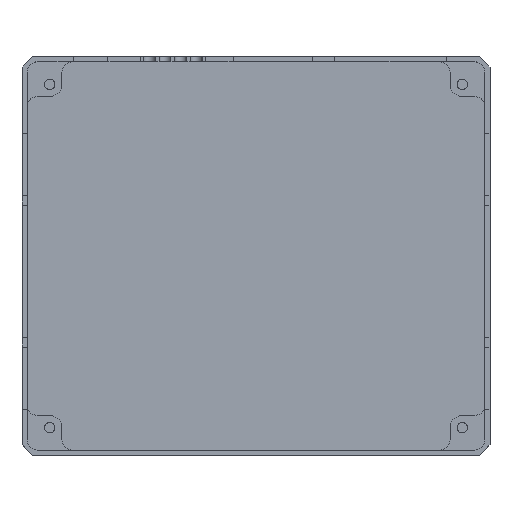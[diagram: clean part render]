
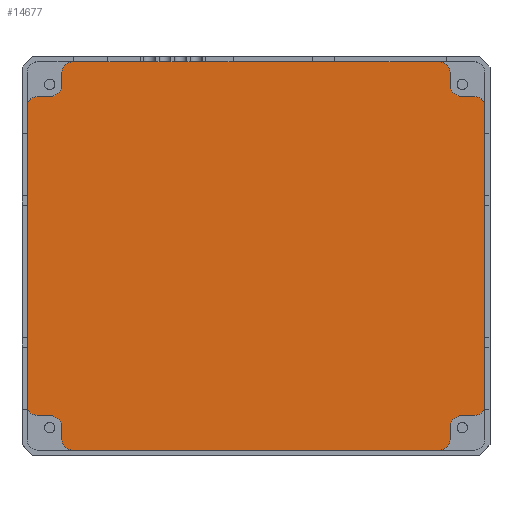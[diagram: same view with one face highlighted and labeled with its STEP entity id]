
A CAD part, top view. The second image highlights one B-rep face of the part: STEP entity #14677.
In plain terms, the highlighted planar face has unit normal (0, 0, 1).
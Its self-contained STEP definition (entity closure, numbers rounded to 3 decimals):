
#3788=CARTESIAN_POINT('',(4.5,100.5,1.5));
#3789=DIRECTION('',(0.,0.,1.));
#3790=DIRECTION('',(0.,1.,0.));
#3791=AXIS2_PLACEMENT_3D('',#3788,#3789,#3790);
#3796=DIRECTION('',(1.,0.,0.));
#3797=VECTOR('',#3796,3.5);
#3798=CARTESIAN_POINT('',(4.5,103.5,1.5));
#3799=LINE('',#3798,#3797);
#3803=CARTESIAN_POINT('',(8.,107.,1.5));
#3804=DIRECTION('',(0.,0.,1.));
#3805=DIRECTION('',(0.,-1.,0.));
#3806=AXIS2_PLACEMENT_3D('',#3803,#3804,#3805);
#3811=DIRECTION('',(0.,1.,0.));
#3812=VECTOR('',#3811,3.5);
#3813=CARTESIAN_POINT('',(11.5,107.,1.5));
#3814=LINE('',#3813,#3812);
#3818=CARTESIAN_POINT('',(14.5,110.5,1.5));
#3819=DIRECTION('',(0.,0.,1.));
#3820=DIRECTION('',(0.,1.,0.));
#3821=AXIS2_PLACEMENT_3D('',#3818,#3819,#3820);
#3826=DIRECTION('',(1.,0.,0.));
#3827=VECTOR('',#3826,106.);
#3828=CARTESIAN_POINT('',(14.5,113.5,1.5));
#3829=LINE('',#3828,#3827);
#3833=CARTESIAN_POINT('',(120.5,110.5,1.5));
#3834=DIRECTION('',(0.,0.,1.));
#3835=DIRECTION('',(1.,0.,0.));
#3836=AXIS2_PLACEMENT_3D('',#3833,#3834,#3835);
#3841=DIRECTION('',(0.,-1.,0.));
#3842=VECTOR('',#3841,3.5);
#3843=CARTESIAN_POINT('',(123.5,110.5,1.5));
#3844=LINE('',#3843,#3842);
#3848=CARTESIAN_POINT('',(127.,107.,1.5));
#3849=DIRECTION('',(0.,0.,1.));
#3850=DIRECTION('',(-1.,0.,0.));
#3851=AXIS2_PLACEMENT_3D('',#3848,#3849,#3850);
#3856=DIRECTION('',(1.,0.,0.));
#3857=VECTOR('',#3856,3.5);
#3858=CARTESIAN_POINT('',(127.,103.5,1.5));
#3859=LINE('',#3858,#3857);
#3863=CARTESIAN_POINT('',(130.5,100.5,1.5));
#3864=DIRECTION('',(0.,0.,1.));
#3865=DIRECTION('',(1.,0.,0.));
#3866=AXIS2_PLACEMENT_3D('',#3863,#3864,#3865);
#3871=DIRECTION('',(0.,-1.,0.));
#3872=VECTOR('',#3871,86.);
#3873=CARTESIAN_POINT('',(133.5,100.5,1.5));
#3874=LINE('',#3873,#3872);
#3878=CARTESIAN_POINT('',(130.5,14.5,1.5));
#3879=DIRECTION('',(0.,0.,1.));
#3880=DIRECTION('',(0.,-1.,0.));
#3881=AXIS2_PLACEMENT_3D('',#3878,#3879,#3880);
#3886=DIRECTION('',(-1.,0.,0.));
#3887=VECTOR('',#3886,3.5);
#3888=CARTESIAN_POINT('',(130.5,11.5,1.5));
#3889=LINE('',#3888,#3887);
#3893=CARTESIAN_POINT('',(127.,8.,1.5));
#3894=DIRECTION('',(0.,0.,1.));
#3895=DIRECTION('',(0.,1.,0.));
#3896=AXIS2_PLACEMENT_3D('',#3893,#3894,#3895);
#3901=DIRECTION('',(0.,-1.,0.));
#3902=VECTOR('',#3901,3.5);
#3903=CARTESIAN_POINT('',(123.5,8.,1.5));
#3904=LINE('',#3903,#3902);
#3908=CARTESIAN_POINT('',(120.5,4.5,1.5));
#3909=DIRECTION('',(0.,0.,1.));
#3910=DIRECTION('',(0.,-1.,0.));
#3911=AXIS2_PLACEMENT_3D('',#3908,#3909,#3910);
#3916=DIRECTION('',(-1.,0.,0.));
#3917=VECTOR('',#3916,106.);
#3918=CARTESIAN_POINT('',(120.5,1.5,1.5));
#3919=LINE('',#3918,#3917);
#3923=CARTESIAN_POINT('',(14.5,4.5,1.5));
#3924=DIRECTION('',(0.,0.,1.));
#3925=DIRECTION('',(-1.,0.,0.));
#3926=AXIS2_PLACEMENT_3D('',#3923,#3924,#3925);
#3931=DIRECTION('',(0.,1.,0.));
#3932=VECTOR('',#3931,3.5);
#3933=CARTESIAN_POINT('',(11.5,4.5,1.5));
#3934=LINE('',#3933,#3932);
#3938=CARTESIAN_POINT('',(8.,8.,1.5));
#3939=DIRECTION('',(0.,0.,1.));
#3940=DIRECTION('',(1.,0.,0.));
#3941=AXIS2_PLACEMENT_3D('',#3938,#3939,#3940);
#3946=DIRECTION('',(-1.,0.,0.));
#3947=VECTOR('',#3946,3.5);
#3948=CARTESIAN_POINT('',(8.,11.5,1.5));
#3949=LINE('',#3948,#3947);
#3953=CARTESIAN_POINT('',(4.5,14.5,1.5));
#3954=DIRECTION('',(0.,0.,1.));
#3955=DIRECTION('',(-1.,0.,0.));
#3956=AXIS2_PLACEMENT_3D('',#3953,#3954,#3955);
#3961=DIRECTION('',(0.,1.,0.));
#3962=VECTOR('',#3961,86.);
#3963=CARTESIAN_POINT('',(1.5,14.5,1.5));
#3964=LINE('',#3963,#3962);
#11542=CARTESIAN_POINT('',(4.5,103.5,1.5));
#11543=CARTESIAN_POINT('',(1.5,100.5,1.5));
#11544=VERTEX_POINT('',#11542);
#11545=VERTEX_POINT('',#11543);
#11546=CARTESIAN_POINT('',(8.,103.5,1.5));
#11547=VERTEX_POINT('',#11546);
#11548=CARTESIAN_POINT('',(11.5,107.,1.5));
#11549=VERTEX_POINT('',#11548);
#11550=CARTESIAN_POINT('',(11.5,110.5,1.5));
#11551=VERTEX_POINT('',#11550);
#11552=CARTESIAN_POINT('',(14.5,113.5,1.5));
#11553=VERTEX_POINT('',#11552);
#11558=CARTESIAN_POINT('',(123.5,110.5,1.5));
#11559=CARTESIAN_POINT('',(123.5,107.,1.5));
#11560=VERTEX_POINT('',#11558);
#11561=VERTEX_POINT('',#11559);
#11562=CARTESIAN_POINT('',(127.,103.5,1.5));
#11563=VERTEX_POINT('',#11562);
#11564=CARTESIAN_POINT('',(130.5,103.5,1.5));
#11565=VERTEX_POINT('',#11564);
#11566=CARTESIAN_POINT('',(133.5,100.5,1.5));
#11567=VERTEX_POINT('',#11566);
#11568=CARTESIAN_POINT('',(120.5,113.5,1.5));
#11569=VERTEX_POINT('',#11568);
#11574=CARTESIAN_POINT('',(130.5,11.5,1.5));
#11575=CARTESIAN_POINT('',(127.,11.5,1.5));
#11576=VERTEX_POINT('',#11574);
#11577=VERTEX_POINT('',#11575);
#11578=CARTESIAN_POINT('',(123.5,8.,1.5));
#11579=VERTEX_POINT('',#11578);
#11580=CARTESIAN_POINT('',(123.5,4.5,1.5));
#11581=VERTEX_POINT('',#11580);
#11582=CARTESIAN_POINT('',(120.5,1.5,1.5));
#11583=VERTEX_POINT('',#11582);
#11584=CARTESIAN_POINT('',(133.5,14.5,1.5));
#11585=VERTEX_POINT('',#11584);
#11590=CARTESIAN_POINT('',(11.5,4.5,1.5));
#11591=CARTESIAN_POINT('',(14.5,1.5,1.5));
#11592=VERTEX_POINT('',#11590);
#11593=VERTEX_POINT('',#11591);
#11594=CARTESIAN_POINT('',(11.5,8.,1.5));
#11595=VERTEX_POINT('',#11594);
#11596=CARTESIAN_POINT('',(8.,11.5,1.5));
#11597=VERTEX_POINT('',#11596);
#11598=CARTESIAN_POINT('',(4.5,11.5,1.5));
#11599=VERTEX_POINT('',#11598);
#11600=CARTESIAN_POINT('',(1.5,14.5,1.5));
#11601=VERTEX_POINT('',#11600);
#14624=CARTESIAN_POINT('',(0.,0.,1.5));
#14625=DIRECTION('',(0.,0.,1.));
#14626=DIRECTION('',(1.,0.,0.));
#14627=AXIS2_PLACEMENT_3D('',#14624,#14625,#14626);
#14628=PLANE('',#14627);
#14630=ORIENTED_EDGE('',*,*,#14629,.F.);
#14632=ORIENTED_EDGE('',*,*,#14631,.T.);
#14634=ORIENTED_EDGE('',*,*,#14633,.T.);
#14636=ORIENTED_EDGE('',*,*,#14635,.T.);
#14638=ORIENTED_EDGE('',*,*,#14637,.F.);
#14640=ORIENTED_EDGE('',*,*,#14639,.T.);
#14642=ORIENTED_EDGE('',*,*,#14641,.F.);
#14644=ORIENTED_EDGE('',*,*,#14643,.T.);
#14646=ORIENTED_EDGE('',*,*,#14645,.T.);
#14648=ORIENTED_EDGE('',*,*,#14647,.T.);
#14649=ORIENTED_EDGE('',*,*,#14602,.F.);
#14650=ORIENTED_EDGE('',*,*,#14574,.T.);
#14652=ORIENTED_EDGE('',*,*,#14651,.F.);
#14654=ORIENTED_EDGE('',*,*,#14653,.T.);
#14656=ORIENTED_EDGE('',*,*,#14655,.T.);
#14658=ORIENTED_EDGE('',*,*,#14657,.T.);
#14660=ORIENTED_EDGE('',*,*,#14659,.F.);
#14662=ORIENTED_EDGE('',*,*,#14661,.T.);
#14664=ORIENTED_EDGE('',*,*,#14663,.F.);
#14666=ORIENTED_EDGE('',*,*,#14665,.T.);
#14668=ORIENTED_EDGE('',*,*,#14667,.T.);
#14670=ORIENTED_EDGE('',*,*,#14669,.T.);
#14672=ORIENTED_EDGE('',*,*,#14671,.F.);
#14674=ORIENTED_EDGE('',*,*,#14673,.T.);
#14675=EDGE_LOOP('',(#14630,#14632,#14634,#14636,#14638,#14640,#14642,#14644,
#14646,#14648,#14649,#14650,#14652,#14654,#14656,#14658,#14660,#14662,#14664,
#14666,#14668,#14670,#14672,#14674));
#14676=FACE_OUTER_BOUND('',#14675,.F.);
#14677=ADVANCED_FACE('',(#14676),#14628,.T.);
#3792=CIRCLE('',#3791,3.);
#3807=CIRCLE('',#3806,3.5);
#3822=CIRCLE('',#3821,3.);
#3837=CIRCLE('',#3836,3.);
#3852=CIRCLE('',#3851,3.5);
#3867=CIRCLE('',#3866,3.);
#3882=CIRCLE('',#3881,3.);
#3897=CIRCLE('',#3896,3.5);
#3912=CIRCLE('',#3911,3.);
#3927=CIRCLE('',#3926,3.);
#3942=CIRCLE('',#3941,3.5);
#3957=CIRCLE('',#3956,3.);
#14574=EDGE_CURVE('',#11567,#11585,#3874,.T.);
#14602=EDGE_CURVE('',#11567,#11565,#3867,.T.);
#14629=EDGE_CURVE('',#11544,#11545,#3792,.T.);
#14631=EDGE_CURVE('',#11544,#11547,#3799,.T.);
#14633=EDGE_CURVE('',#11547,#11549,#3807,.T.);
#14635=EDGE_CURVE('',#11549,#11551,#3814,.T.);
#14637=EDGE_CURVE('',#11553,#11551,#3822,.T.);
#14639=EDGE_CURVE('',#11553,#11569,#3829,.T.);
#14641=EDGE_CURVE('',#11560,#11569,#3837,.T.);
#14643=EDGE_CURVE('',#11560,#11561,#3844,.T.);
#14645=EDGE_CURVE('',#11561,#11563,#3852,.T.);
#14647=EDGE_CURVE('',#11563,#11565,#3859,.T.);
#14651=EDGE_CURVE('',#11576,#11585,#3882,.T.);
#14653=EDGE_CURVE('',#11576,#11577,#3889,.T.);
#14655=EDGE_CURVE('',#11577,#11579,#3897,.T.);
#14657=EDGE_CURVE('',#11579,#11581,#3904,.T.);
#14659=EDGE_CURVE('',#11583,#11581,#3912,.T.);
#14661=EDGE_CURVE('',#11583,#11593,#3919,.T.);
#14663=EDGE_CURVE('',#11592,#11593,#3927,.T.);
#14665=EDGE_CURVE('',#11592,#11595,#3934,.T.);
#14667=EDGE_CURVE('',#11595,#11597,#3942,.T.);
#14669=EDGE_CURVE('',#11597,#11599,#3949,.T.);
#14671=EDGE_CURVE('',#11601,#11599,#3957,.T.);
#14673=EDGE_CURVE('',#11601,#11545,#3964,.T.);
